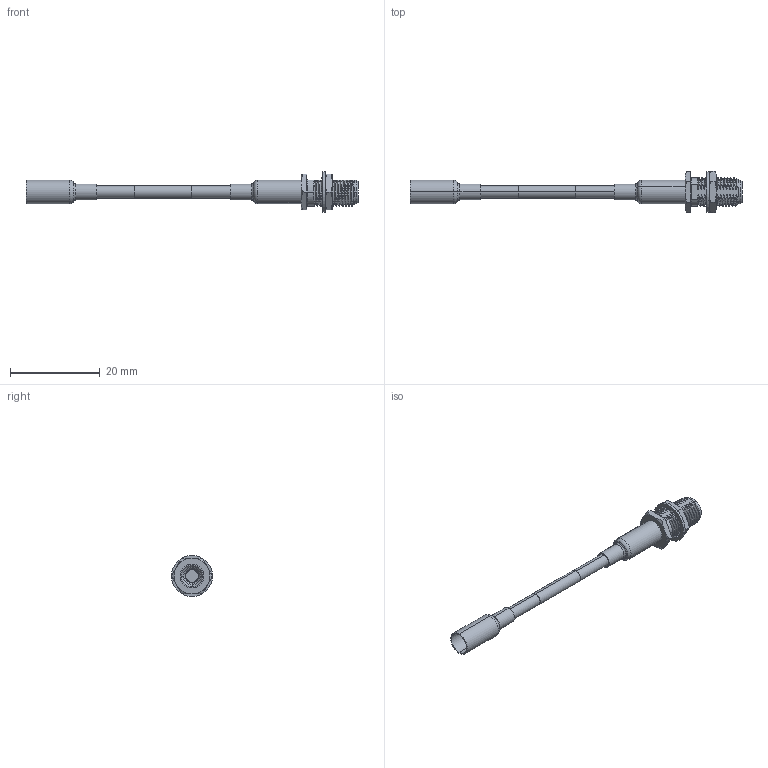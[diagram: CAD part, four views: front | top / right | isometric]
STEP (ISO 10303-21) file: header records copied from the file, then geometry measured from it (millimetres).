
FILE_DESCRIPTION (( 'STEP AP214' ), '1' );
FILE_NAME ('FMCA100064_3D.step', '2024-07-31T22:46:11', ( '' ), ( '' ), 'SwSTEP 2.0', 'SolidWorks 2022', '' );
FILE_SCHEMA (( 'AUTOMOTIVE_DESIGN' ));
Length unit declared in the file: inch
Products named in the file (7): FMCN1278_NON-CRIMPED; FMCA100064_3D; .250 LW^FMCN1278; PE4427^FMCN1278_NON-CRIMPED; RG188-HEATSHRINK_.75" Long; .250 Hex Nut^FMCN1278; RG188A-U
Assembly tree (7 placements, depth 3):
  FMCA100064_3D
    RG188A-U
    FMCN1278_NON-CRIMPED
      PE4427^FMCN1278_NON-CRIMPED
      .250 Hex Nut^FMCN1278
      .250 LW^FMCN1278
    RG188-HEATSHRINK_.75" Long  x2
Bounding box: 73.94 x 9.17 x 9.11 mm (x, y, z)
Volume: 891.8 mm3; surface area: 2472.9 mm2
Topology: 8 solids, 8 shells, 3503 faces, 7322 edges, 3852 vertices
Faces by surface type: bspline 2645, cylinder 738, plane 53, cone 44, torus 23
Entity records: 164136 total; most frequent: CARTESIAN_POINT 118958, ORIENTED_EDGE 14552, EDGE_CURVE 7276, VERTEX_POINT 3828, EDGE_LOOP 3508, FACE_OUTER_BOUND 3481, ADVANCED_FACE 3481, B_SPLINE_CURVE_WITH_KNOTS 2872
